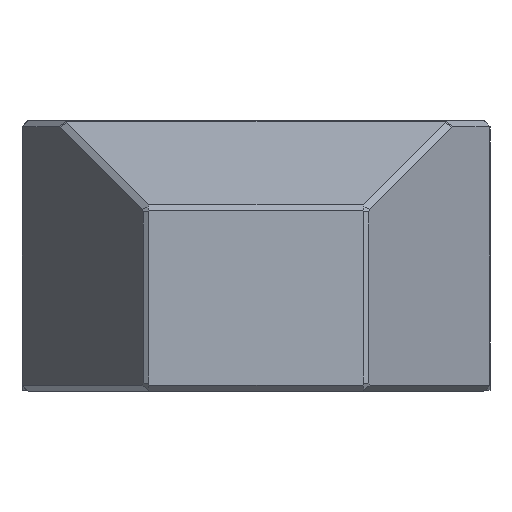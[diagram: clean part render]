
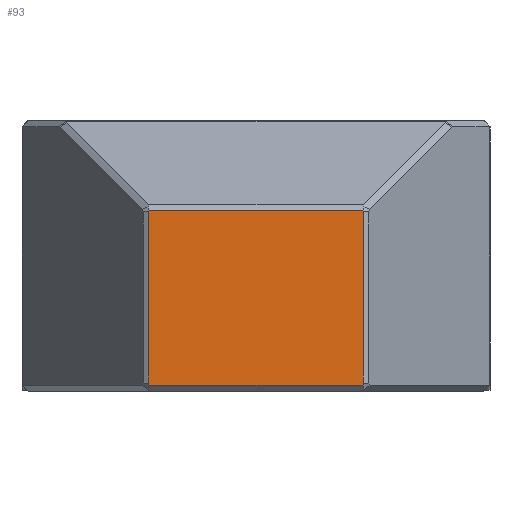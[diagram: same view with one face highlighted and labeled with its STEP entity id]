
A CAD part, left-side view. The second image highlights one B-rep face of the part: STEP entity #93.
In plain terms, the highlighted planar face has unit normal (-1, 0, 0).
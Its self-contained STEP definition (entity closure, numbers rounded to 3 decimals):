
#93 = ADVANCED_FACE( '', ( #181 ), #182, .T. );
#181 = FACE_OUTER_BOUND( '', #319, .T. );
#182 = PLANE( '', #320 );
#319 = EDGE_LOOP( '', ( #607, #608, #609, #610, #611, #612, #613, #614 ) );
#320 = AXIS2_PLACEMENT_3D( '', #615, #616, #617 );
#607 = ORIENTED_EDGE( '', *, *, #1106, .T. );
#608 = ORIENTED_EDGE( '', *, *, #1107, .T. );
#609 = ORIENTED_EDGE( '', *, *, #1108, .T. );
#610 = ORIENTED_EDGE( '', *, *, #1109, .T. );
#611 = ORIENTED_EDGE( '', *, *, #1110, .T. );
#612 = ORIENTED_EDGE( '', *, *, #1111, .T. );
#613 = ORIENTED_EDGE( '', *, *, #1112, .T. );
#614 = ORIENTED_EDGE( '', *, *, #1113, .T. );
#615 = CARTESIAN_POINT( '', ( -40., -19., 0. ) );
#616 = DIRECTION( '', ( -1., 0., 0. ) );
#617 = DIRECTION( '', ( 0., 0., 1. ) );
#1106 = EDGE_CURVE( '', #1377, #1378, #1379, .T. );
#1107 = EDGE_CURVE( '', #1378, #1380, #1381, .T. );
#1108 = EDGE_CURVE( '', #1380, #1382, #1383, .T. );
#1109 = EDGE_CURVE( '', #1382, #1384, #1385, .T. );
#1110 = EDGE_CURVE( '', #1384, #1386, #1387, .T. );
#1111 = EDGE_CURVE( '', #1386, #1388, #1389, .T. );
#1112 = EDGE_CURVE( '', #1388, #1390, #1391, .T. );
#1113 = EDGE_CURVE( '', #1390, #1377, #1392, .T. );
#1377 = VERTEX_POINT( '', #1788 );
#1378 = VERTEX_POINT( '', #1789 );
#1379 = LINE( '', #1790, #1791 );
#1380 = VERTEX_POINT( '', #1792 );
#1381 = LINE( '', #1793, #1794 );
#1382 = VERTEX_POINT( '', #1795 );
#1383 = LINE( '', #1796, #1797 );
#1384 = VERTEX_POINT( '', #1798 );
#1385 = LINE( '', #1799, #1800 );
#1386 = VERTEX_POINT( '', #1801 );
#1387 = LINE( '', #1802, #1803 );
#1388 = VERTEX_POINT( '', #1804 );
#1389 = LINE( '', #1805, #1806 );
#1390 = VERTEX_POINT( '', #1807 );
#1391 = LINE( '', #1808, #1809 );
#1392 = LINE( '', #1810, #1811 );
#1788 = CARTESIAN_POINT( '', ( -40., -8.673, 14.711 ) );
#1789 = CARTESIAN_POINT( '', ( -40., 8.673, 14.711 ) );
#1790 = CARTESIAN_POINT( '', ( -40., -19., 14.711 ) );
#1791 = VECTOR( '', #2112, 1000. );
#1792 = CARTESIAN_POINT( '', ( -40., 8.711, 14.644 ) );
#1793 = CARTESIAN_POINT( '', ( -40., 8.125, 15.66 ) );
#1794 = VECTOR( '', #2113, 1000. );
#1795 = CARTESIAN_POINT( '', ( -40., 8.711, 0.604 ) );
#1796 = CARTESIAN_POINT( '', ( -40., 8.711, 0. ) );
#1797 = VECTOR( '', #2114, 1000. );
#1798 = CARTESIAN_POINT( '', ( -40., 8.627, 0.5 ) );
#1799 = CARTESIAN_POINT( '', ( -40., -2.669, -13.334 ) );
#1800 = VECTOR( '', #2115, 1000. );
#1801 = CARTESIAN_POINT( '', ( -40., -8.627, 0.5 ) );
#1802 = CARTESIAN_POINT( '', ( -40., -19., 0.5 ) );
#1803 = VECTOR( '', #2116, 1000. );
#1804 = CARTESIAN_POINT( '', ( -40., -8.711, 0.604 ) );
#1805 = CARTESIAN_POINT( '', ( -40., -12.531, 5.282 ) );
#1806 = VECTOR( '', #2117, 1000. );
#1807 = CARTESIAN_POINT( '', ( -40., -8.711, 14.644 ) );
#1808 = CARTESIAN_POINT( '', ( -40., -8.711, 0. ) );
#1809 = VECTOR( '', #2118, 1000. );
#1810 = CARTESIAN_POINT( '', ( -40., -17.625, -0.794 ) );
#1811 = VECTOR( '', #2119, 1000. );
#2112 = DIRECTION( '', ( 0., 1., 0. ) );
#2113 = DIRECTION( '', ( 0., 0.5, -0.866 ) );
#2114 = DIRECTION( '', ( 0., 0., -1. ) );
#2115 = DIRECTION( '', ( 0., -0.632, -0.775 ) );
#2116 = DIRECTION( '', ( 0., -1., 0. ) );
#2117 = DIRECTION( '', ( 0., -0.632, 0.775 ) );
#2118 = DIRECTION( '', ( 0., 0., 1. ) );
#2119 = DIRECTION( '', ( 0., 0.5, 0.866 ) );
